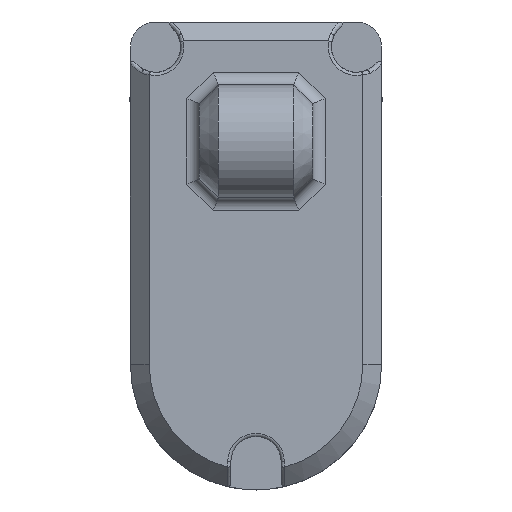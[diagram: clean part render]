
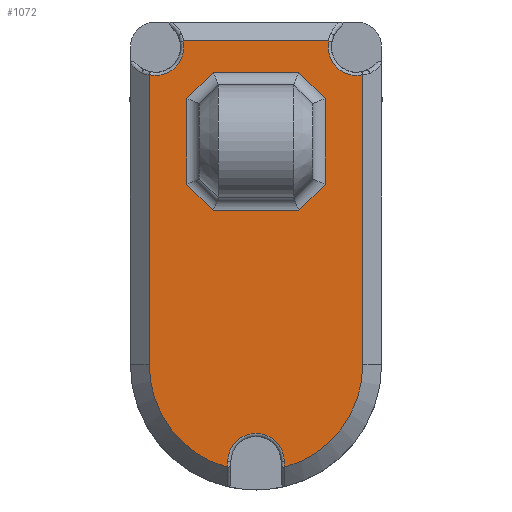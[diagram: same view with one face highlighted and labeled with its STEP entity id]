
A CAD part, front view. The second image highlights one B-rep face of the part: STEP entity #1072.
In plain terms, the highlighted planar face has unit normal (0, -1, 0).
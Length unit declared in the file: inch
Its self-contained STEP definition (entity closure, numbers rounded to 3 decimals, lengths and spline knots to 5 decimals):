
#1=CARTESIAN_POINT('',(17.,0.,46.04252));
#2=CARTESIAN_POINT('',(17.,0.,46.04981));
#3=CARTESIAN_POINT('',(16.99955,0.,46.06431));
#4=CARTESIAN_POINT('',(16.99757,0.,46.08586));
#5=CARTESIAN_POINT('',(16.99537,0.,46.10009));
#6=CARTESIAN_POINT('',(16.99405,0.,46.10718));
#8=DIRECTION('',(0.,0.,1.));
#9=VECTOR('',#8,46.04252);
#10=CARTESIAN_POINT('',(17.,0.,0.));
#11=LINE('',#10,#9);
#12=CARTESIAN_POINT('',(0.,0.,0.));
#13=DIRECTION('',(0.,-1.,0.));
#14=DIRECTION('',(0.27,0.,-0.963));
#15=AXIS2_PLACEMENT_3D('',#12,#13,#14);
#17=CARTESIAN_POINT('',(4.50248,0.,-16.37966));
#18=CARTESIAN_POINT('',(4.51308,0.,-16.37966));
#19=CARTESIAN_POINT('',(4.5343,0.,-16.37869));
#20=CARTESIAN_POINT('',(4.56615,0.,-16.37429));
#21=CARTESIAN_POINT('',(4.58745,0.,-16.36935));
#22=CARTESIAN_POINT('',(4.5981,0.,-16.36635));
#24=DIRECTION('',(0.,0.,-1.));
#25=VECTOR('',#24,0.8797);
#26=CARTESIAN_POINT('',(4.50248,0.,-15.49996));
#27=LINE('',#26,#25);
#28=CARTESIAN_POINT('',(0.,0.,-15.49996));
#29=DIRECTION('',(0.,1.,0.));
#30=DIRECTION('',(-1.,0.,0.));
#31=AXIS2_PLACEMENT_3D('',#28,#29,#30);
#33=DIRECTION('',(0.,0.,1.));
#34=VECTOR('',#33,0.8797);
#35=CARTESIAN_POINT('',(-4.50248,0.,-16.37966));
#36=LINE('',#35,#34);
#37=CARTESIAN_POINT('',(-4.5981,0.,
-16.36635));
#38=CARTESIAN_POINT('',(-4.58745,0.,
-16.36935));
#39=CARTESIAN_POINT('',(-4.56615,0.,-16.37429));
#40=CARTESIAN_POINT('',(-4.5343,0.,
-16.37869));
#41=CARTESIAN_POINT('',(-4.51308,0.,-16.37966));
#42=CARTESIAN_POINT('',(-4.50248,0.,-16.37966));
#44=CARTESIAN_POINT('',(0.,0.,0.));
#45=DIRECTION('',(0.,-1.,0.));
#46=DIRECTION('',(-1.,0.,0.));
#47=AXIS2_PLACEMENT_3D('',#44,#45,#46);
#49=DIRECTION('',(0.,0.,-1.));
#50=VECTOR('',#49,46.04252);
#51=CARTESIAN_POINT('',(-17.,0.,46.04252));
#52=LINE('',#51,#50);
#53=CARTESIAN_POINT('',(-16.99405,0.,46.10718));
#54=CARTESIAN_POINT('',(-16.99537,0.,46.10009));
#55=CARTESIAN_POINT('',(-16.99757,0.,
46.08586));
#56=CARTESIAN_POINT('',(-16.99955,0.,46.06431));
#57=CARTESIAN_POINT('',(-17.,0.,46.04981));
#58=CARTESIAN_POINT('',(-17.,0.,46.04252));
#60=CARTESIAN_POINT('',(-11.54206,0.,
51.50047));
#61=CARTESIAN_POINT('',(-11.54934,0.,
51.50047));
#62=CARTESIAN_POINT('',(-11.56385,0.,51.50002));
#63=CARTESIAN_POINT('',(-11.58539,0.,
51.49803));
#64=CARTESIAN_POINT('',(-11.59963,0.,51.49583));
#65=CARTESIAN_POINT('',(-11.60671,0.,51.49451));
#67=DIRECTION('',(-1.,0.,0.));
#68=VECTOR('',#67,23.08411);
#69=CARTESIAN_POINT('',(11.54206,0.,51.50047));
#70=LINE('',#69,#68);
#71=CARTESIAN_POINT('',(11.60671,0.,51.49451));
#72=CARTESIAN_POINT('',(11.59963,0.,51.49583));
#73=CARTESIAN_POINT('',(11.58539,0.,51.49803));
#74=CARTESIAN_POINT('',(11.56385,0.,51.50002));
#75=CARTESIAN_POINT('',(11.54934,0.,51.50047));
#76=CARTESIAN_POINT('',(11.54206,0.,51.50047));
#78=DIRECTION('',(0.707,0.,-0.707));
#79=VECTOR('',#78,5.89949);
#80=CARTESIAN_POINT('',(6.82843,0.,46.50047));
#81=LINE('',#80,#79);
#82=DIRECTION('',(-1.,0.,0.));
#83=VECTOR('',#82,13.65685);
#84=CARTESIAN_POINT('',(6.82843,0.,46.50047));
#85=LINE('',#84,#83);
#86=DIRECTION('',(0.707,0.,0.707));
#87=VECTOR('',#86,5.89949);
#88=CARTESIAN_POINT('',(-11.,0.,42.32889));
#89=LINE('',#88,#87);
#90=DIRECTION('',(0.,0.,-1.));
#91=VECTOR('',#90,13.65685);
#92=CARTESIAN_POINT('',(-11.,0.,42.32889));
#93=LINE('',#92,#91);
#94=DIRECTION('',(-0.707,0.,0.707));
#95=VECTOR('',#94,5.89949);
#96=CARTESIAN_POINT('',(-6.82843,0.,24.50047));
#97=LINE('',#96,#95);
#98=DIRECTION('',(1.,0.,0.));
#99=VECTOR('',#98,13.65685);
#100=CARTESIAN_POINT('',(-6.82843,0.,24.50047));
#101=LINE('',#100,#99);
#102=DIRECTION('',(-0.707,0.,-0.707));
#103=VECTOR('',#102,5.89949);
#104=CARTESIAN_POINT('',(11.,0.,28.67204));
#105=LINE('',#104,#103);
#106=DIRECTION('',(0.,0.,1.));
#107=VECTOR('',#106,13.65685);
#108=CARTESIAN_POINT('',(11.,0.,28.67204));
#109=LINE('',#108,#107);
#139=CARTESIAN_POINT('',(17.,0.,
46.04252));
#204=CARTESIAN_POINT('',(15.99752,0.,50.49799));
#205=DIRECTION('',(0.,1.,0.));
#206=DIRECTION('',(0.221,0.,-0.975));
#207=AXIS2_PLACEMENT_3D('',#204,#205,#206);
#247=CARTESIAN_POINT('',(-11.54206,0.,
51.50047));
#449=CARTESIAN_POINT('',(-15.99752,0.,50.49799));
#450=DIRECTION('',(0.,1.,0.));
#451=DIRECTION('',(0.975,0.,0.221));
#452=AXIS2_PLACEMENT_3D('',#449,#450,#451);
#473=CARTESIAN_POINT('',(-4.5981,0.,
-16.36635));
#893=CARTESIAN_POINT('',(-17.,0.,
0.));
#894=VERTEX_POINT('',#893);
#895=CARTESIAN_POINT('',(17.,0.,
0.));
#896=VERTEX_POINT('',#895);
#905=VERTEX_POINT('',#139);
#906=VERTEX_POINT('',#6);
#912=VERTEX_POINT('',#71);
#913=VERTEX_POINT('',#76);
#921=VERTEX_POINT('',#53);
#922=VERTEX_POINT('',#58);
#928=VERTEX_POINT('',#247);
#929=VERTEX_POINT('',#65);
#934=VERTEX_POINT('',#473);
#935=VERTEX_POINT('',#42);
#940=VERTEX_POINT('',#17);
#941=VERTEX_POINT('',#22);
#943=CARTESIAN_POINT('',(-4.50248,0.,-15.49996));
#944=VERTEX_POINT('',#943);
#947=CARTESIAN_POINT('',(4.50248,0.,-15.49996));
#948=VERTEX_POINT('',#947);
#967=CARTESIAN_POINT('',(6.82843,0.,46.50047));
#968=CARTESIAN_POINT('',(11.,0.,42.32889));
#969=VERTEX_POINT('',#967);
#970=VERTEX_POINT('',#968);
#975=CARTESIAN_POINT('',(-6.82843,0.,46.50047));
#976=VERTEX_POINT('',#975);
#981=CARTESIAN_POINT('',(-11.,0.,42.32889));
#982=VERTEX_POINT('',#981);
#983=CARTESIAN_POINT('',(-11.,0.,28.67204));
#984=VERTEX_POINT('',#983);
#987=CARTESIAN_POINT('',(-6.82843,0.,24.50047));
#988=VERTEX_POINT('',#987);
#991=CARTESIAN_POINT('',(6.82843,0.,24.50047));
#992=VERTEX_POINT('',#991);
#997=CARTESIAN_POINT('',(11.,0.,28.67204));
#998=VERTEX_POINT('',#997);
#1015=CARTESIAN_POINT('',(0.,0.,0.));
#1016=DIRECTION('',(0.,1.,0.));
#1017=DIRECTION('',(1.,0.,0.));
#1018=AXIS2_PLACEMENT_3D('',#1015,#1016,#1017);
#1019=PLANE('',#1018);
#1021=ORIENTED_EDGE('',*,*,#1020,.F.);
#1023=ORIENTED_EDGE('',*,*,#1022,.F.);
#1025=ORIENTED_EDGE('',*,*,#1024,.F.);
#1027=ORIENTED_EDGE('',*,*,#1026,.F.);
#1029=ORIENTED_EDGE('',*,*,#1028,.F.);
#1031=ORIENTED_EDGE('',*,*,#1030,.F.);
#1033=ORIENTED_EDGE('',*,*,#1032,.F.);
#1035=ORIENTED_EDGE('',*,*,#1034,.F.);
#1037=ORIENTED_EDGE('',*,*,#1036,.F.);
#1039=ORIENTED_EDGE('',*,*,#1038,.F.);
#1041=ORIENTED_EDGE('',*,*,#1040,.F.);
#1043=ORIENTED_EDGE('',*,*,#1042,.F.);
#1045=ORIENTED_EDGE('',*,*,#1044,.F.);
#1047=ORIENTED_EDGE('',*,*,#1046,.F.);
#1049=ORIENTED_EDGE('',*,*,#1048,.F.);
#1051=ORIENTED_EDGE('',*,*,#1050,.F.);
#1052=EDGE_LOOP('',(#1021,#1023,#1025,#1027,#1029,#1031,#1033,#1035,#1037,#1039,
#1041,#1043,#1045,#1047,#1049,#1051));
#1053=FACE_OUTER_BOUND('',#1052,.F.);
#1055=ORIENTED_EDGE('',*,*,#1054,.F.);
#1057=ORIENTED_EDGE('',*,*,#1056,.T.);
#1059=ORIENTED_EDGE('',*,*,#1058,.F.);
#1061=ORIENTED_EDGE('',*,*,#1060,.T.);
#1063=ORIENTED_EDGE('',*,*,#1062,.F.);
#1065=ORIENTED_EDGE('',*,*,#1064,.T.);
#1067=ORIENTED_EDGE('',*,*,#1066,.F.);
#1069=ORIENTED_EDGE('',*,*,#1068,.T.);
#1070=EDGE_LOOP('',(#1055,#1057,#1059,#1061,#1063,#1065,#1067,#1069));
#1071=FACE_BOUND('',#1070,.F.);
#7=B_SPLINE_CURVE_WITH_KNOTS('',3,(#1,#2,#3,#4,#5,#6),.UNSPECIFIED.,.F.,.F.,(4,
1,1,4),(0.,0.33333,0.66667,1.),.UNSPECIFIED.);
#16=CIRCLE('',#15,17.);
#23=B_SPLINE_CURVE_WITH_KNOTS('',3,(#17,#18,#19,#20,#21,#22),.UNSPECIFIED.,.F.,
.F.,(4,1,1,4),(0.,0.33333,0.66667,1.),.UNSPECIFIED.);
#32=CIRCLE('',#31,4.50248);
#43=B_SPLINE_CURVE_WITH_KNOTS('',3,(#37,#38,#39,#40,#41,#42),.UNSPECIFIED.,.F.,
.F.,(4,1,1,4),(0.,0.33333,0.66667,1.),.UNSPECIFIED.);
#48=CIRCLE('',#47,17.);
#59=B_SPLINE_CURVE_WITH_KNOTS('',3,(#53,#54,#55,#56,#57,#58),.UNSPECIFIED.,.F.,
.F.,(4,1,1,4),(0.,0.33333,0.66667,1.),.UNSPECIFIED.);
#66=B_SPLINE_CURVE_WITH_KNOTS('',3,(#60,#61,#62,#63,#64,#65),.UNSPECIFIED.,.F.,
.F.,(4,1,1,4),(0.,0.33333,0.66667,1.),.UNSPECIFIED.);
#77=B_SPLINE_CURVE_WITH_KNOTS('',3,(#71,#72,#73,#74,#75,#76),.UNSPECIFIED.,.F.,
.F.,(4,1,1,4),(0.,0.33333,0.66667,1.),.UNSPECIFIED.);
#208=CIRCLE('',#207,4.50248);
#453=CIRCLE('',#452,4.50248);
#1020=EDGE_CURVE('',#905,#906,#7,.T.);
#1022=EDGE_CURVE('',#896,#905,#11,.T.);
#1024=EDGE_CURVE('',#941,#896,#16,.T.);
#1026=EDGE_CURVE('',#940,#941,#23,.T.);
#1028=EDGE_CURVE('',#948,#940,#27,.T.);
#1030=EDGE_CURVE('',#944,#948,#32,.T.);
#1032=EDGE_CURVE('',#935,#944,#36,.T.);
#1034=EDGE_CURVE('',#934,#935,#43,.T.);
#1036=EDGE_CURVE('',#894,#934,#48,.T.);
#1038=EDGE_CURVE('',#922,#894,#52,.T.);
#1040=EDGE_CURVE('',#921,#922,#59,.T.);
#1042=EDGE_CURVE('',#929,#921,#453,.T.);
#1044=EDGE_CURVE('',#928,#929,#66,.T.);
#1046=EDGE_CURVE('',#913,#928,#70,.T.);
#1048=EDGE_CURVE('',#912,#913,#77,.T.);
#1050=EDGE_CURVE('',#906,#912,#208,.T.);
#1054=EDGE_CURVE('',#969,#970,#81,.T.);
#1056=EDGE_CURVE('',#969,#976,#85,.T.);
#1058=EDGE_CURVE('',#982,#976,#89,.T.);
#1060=EDGE_CURVE('',#982,#984,#93,.T.);
#1062=EDGE_CURVE('',#988,#984,#97,.T.);
#1064=EDGE_CURVE('',#988,#992,#101,.T.);
#1066=EDGE_CURVE('',#998,#992,#105,.T.);
#1068=EDGE_CURVE('',#998,#970,#109,.T.);
#1072=ADVANCED_FACE('',(#1053,#1071),#1019,.F.);
